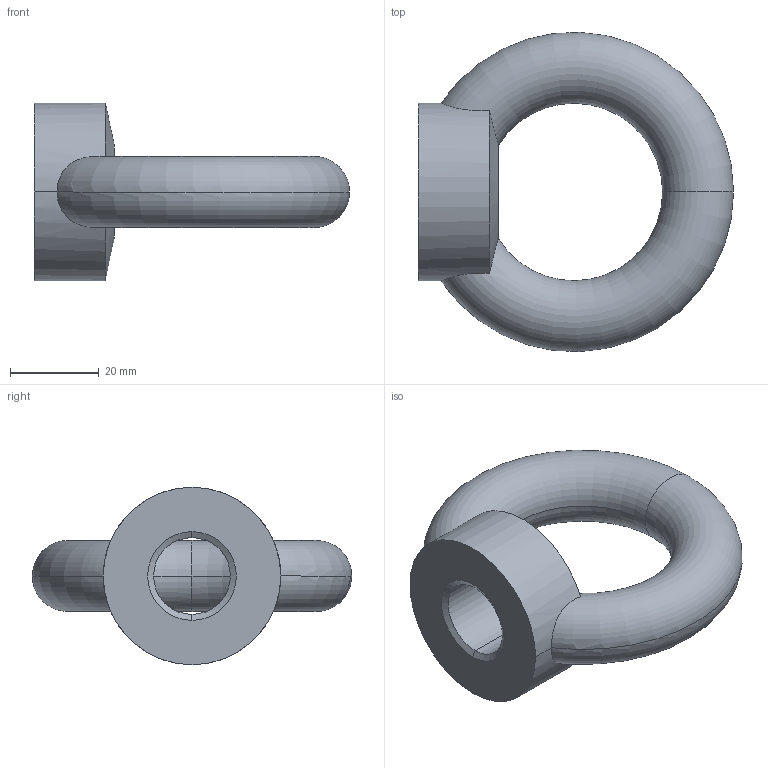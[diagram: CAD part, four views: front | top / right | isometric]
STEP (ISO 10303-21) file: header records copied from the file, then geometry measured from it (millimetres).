
FILE_DESCRIPTION (( 'STEP AP203' ), '1' );
FILE_NAME ('DIN 582 M20.stp_Default_sldprt.STEP', '2024-04-16T11:02:16', ( '' ), ( '' ), 'SwSTEP 2.0', 'SolidWorks 2023', '' );
FILE_SCHEMA (( 'CONFIG_CONTROL_DESIGN' ));
Length unit declared in the file: millimetre
Products named in the file (1): DIN 582 M20.stp_Default_sldprt
Bounding box: 71 x 71.94 x 40 mm (x, y, z)
Volume: 44899.2 mm3; surface area: 11555.5 mm2
Topology: 1 solids, 1 shells, 14 faces, 32 edges, 18 vertices
Faces by surface type: torus 4, cone 4, bspline 2, cylinder 2, plane 2
Entity records: 817 total; most frequent: CARTESIAN_POINT 431, DIRECTION 66, ORIENTED_EDGE 64, EDGE_CURVE 32, AXIS2_PLACEMENT_3D 31, CIRCLE 18, VERTEX_POINT 18, EDGE_LOOP 16
